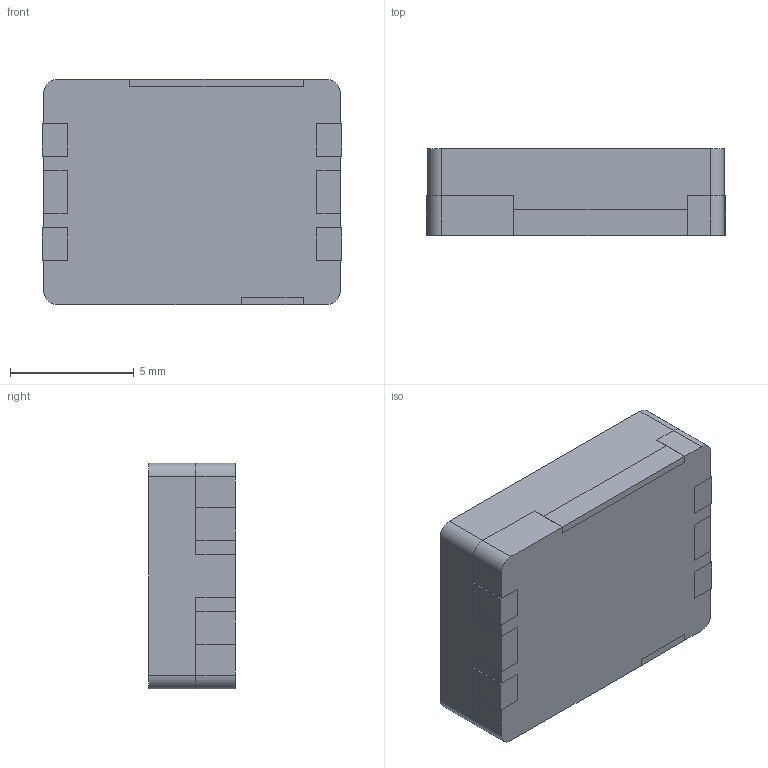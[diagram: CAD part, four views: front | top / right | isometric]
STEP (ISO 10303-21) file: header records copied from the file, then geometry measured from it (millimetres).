
FILE_DESCRIPTION (( 'STEP AP214' ), '1' );
FILE_NAME ('BNX025H01L.step', '2022-11-11T09:17:45', ( '' ), ( '' ), 'SwSTEP 2.0', 'SolidWorks 2019', '' );
FILE_SCHEMA (( 'AUTOMOTIVE_DESIGN' ));
Length unit declared in the file: millimetre
Products named in the file (1): BNX025H01L
Bounding box: 12.08 x 3.51 x 9.1 mm (x, y, z)
Volume: 378.1 mm3; surface area: 689.4 mm2
Topology: 20 solids, 20 shells, 377 faces, 996 edges, 664 vertices
Faces by surface type: plane 212, bspline 155, cylinder 10
Entity records: 18048 total; most frequent: CARTESIAN_POINT 9369, ORIENTED_EDGE 1992, DIRECTION 1152, EDGE_CURVE 996, VECTOR 666, LINE 666, VERTEX_POINT 664, EDGE_LOOP 394
